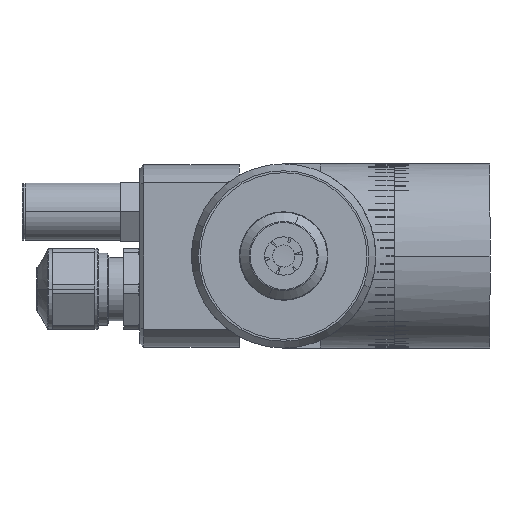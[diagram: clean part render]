
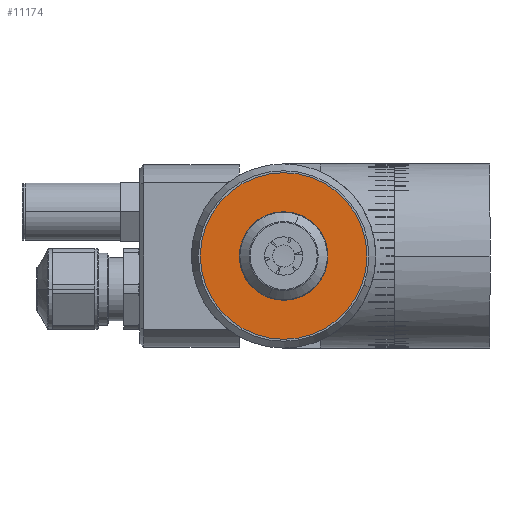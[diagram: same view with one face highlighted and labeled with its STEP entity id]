
A CAD part, left-side view. The second image highlights one B-rep face of the part: STEP entity #11174.
In plain terms, the highlighted planar face has unit normal (-1, 0, 0).
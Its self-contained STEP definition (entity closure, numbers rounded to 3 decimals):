
#3420 = DIRECTION ( 'NONE',  ( 0., 0.342, -0.94 ) ) ;
#3421 = DIRECTION ( 'NONE',  ( -1., 0., 0. ) ) ;
#3422 = AXIS2_PLACEMENT_3D ( 'NONE', #3426, #3421, #3420 ) ;
#3426 = CARTESIAN_POINT ( 'NONE',  ( -71., 0., 0. ) ) ;
#3517 = CIRCLE ( 'NONE', #3422, 11.3 ) ;
#3613 = CARTESIAN_POINT ( 'NONE',  ( -71., 0., 0. ) ) ;
#3628 = AXIS2_PLACEMENT_3D ( 'NONE', #3613, #3748, #3747 ) ;
#3636 = CIRCLE ( 'NONE', #3628, 5.3 ) ;
#3747 = DIRECTION ( 'NONE',  ( 0., 0.342, -0.94 ) ) ;
#3748 = DIRECTION ( 'NONE',  ( -1., 0., 0. ) ) ;
#3826 = DIRECTION ( 'NONE',  ( 0., 0.342, -0.94 ) ) ;
#3827 = DIRECTION ( 'NONE',  ( -1., 0., 0. ) ) ;
#3840 = AXIS2_PLACEMENT_3D ( 'NONE', #3913, #3827, #3826 ) ;
#3841 = CIRCLE ( 'NONE', #3840, 5.3 ) ;
#3889 = CARTESIAN_POINT ( 'NONE',  ( -71., -1.813, 4.98 ) ) ;
#3911 = DIRECTION ( 'NONE',  ( 0., 0.342, -0.94 ) ) ;
#3912 = DIRECTION ( 'NONE',  ( -1., 0., 0. ) ) ;
#3913 = CARTESIAN_POINT ( 'NONE',  ( -71., 0., 0. ) ) ;
#3923 = PLANE ( 'NONE',  #3984 ) ;
#3924 = FACE_OUTER_BOUND ( 'NONE', #11155, .T. ) ;
#3940 = CARTESIAN_POINT ( 'NONE',  ( -71., 3.865, -10.619 ) ) ;
#3941 = FACE_BOUND ( 'NONE', #11323, .T. ) ;
#3942 = CARTESIAN_POINT ( 'NONE',  ( -71., 0., 0. ) ) ;
#3984 = AXIS2_PLACEMENT_3D ( 'NONE', #3942, #3912, #3911 ) ;
#3991 = CARTESIAN_POINT ( 'NONE',  ( -71., 1.813, -4.98 ) ) ;
#4157 = CARTESIAN_POINT ( 'NONE',  ( -71., -3.865, 10.619 ) ) ;
#4282 = DIRECTION ( 'NONE',  ( 0., 0.342, -0.94 ) ) ;
#4311 = CIRCLE ( 'NONE', #4312, 11.3 ) ;
#4312 = AXIS2_PLACEMENT_3D ( 'NONE', #4321, #4314, #4282 ) ;
#4314 = DIRECTION ( 'NONE',  ( -1., 0., 0. ) ) ;
#4321 = CARTESIAN_POINT ( 'NONE',  ( -71., 0., 0. ) ) ;
#10946 = EDGE_CURVE ( 'NONE', #11173, #11264, #3517, .T. ) ;
#11045 = EDGE_CURVE ( 'NONE', #11147, #11162, #3636, .T. ) ;
#11147 = VERTEX_POINT ( 'NONE', #3889 ) ;
#11155 = EDGE_LOOP ( 'NONE', ( #11352, #11271 ) ) ;
#11162 = VERTEX_POINT ( 'NONE', #3991 ) ;
#11173 = VERTEX_POINT ( 'NONE', #3940 ) ;
#11174 = ADVANCED_FACE ( 'NONE', ( #3924, #3941 ), #3923, .T. ) ;
#11182 = EDGE_CURVE ( 'NONE', #11162, #11147, #3841, .T. ) ;
#11183 = ORIENTED_EDGE ( 'NONE', *, *, #11182, .F. ) ;
#11263 = ORIENTED_EDGE ( 'NONE', *, *, #11045, .F. ) ;
#11264 = VERTEX_POINT ( 'NONE', #4157 ) ;
#11271 = ORIENTED_EDGE ( 'NONE', *, *, #11373, .T. ) ;
#11323 = EDGE_LOOP ( 'NONE', ( #11263, #11183 ) ) ;
#11352 = ORIENTED_EDGE ( 'NONE', *, *, #10946, .T. ) ;
#11373 = EDGE_CURVE ( 'NONE', #11264, #11173, #4311, .T. ) ;
